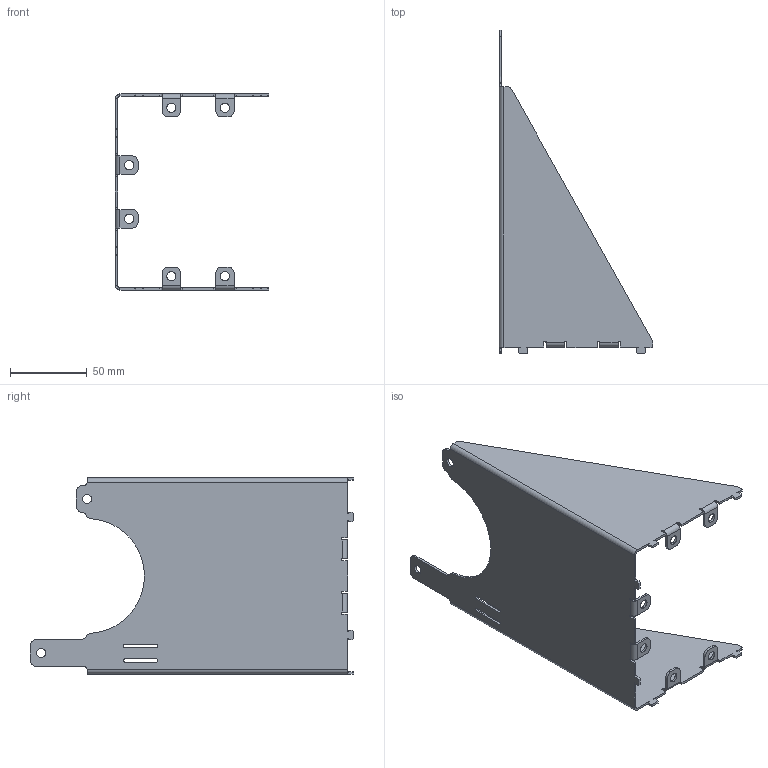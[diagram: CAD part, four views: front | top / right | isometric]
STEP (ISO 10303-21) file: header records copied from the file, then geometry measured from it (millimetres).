
FILE_DESCRIPTION(/* description */ (''),/* implementation_level */ '2;1');
FILE_NAME(/* name */ 'P0011_OB_200328.step',/* time_stamp */ '2020-03-29T16:24:12+02:00',/* author */ (''),/* organization */ (''),/* preprocessor_version */ 'ST-DEVELOPER v18',/* originating_system */ 'Autodesk Translation Framework v8.12.0.6',/* authorisation */ '');
FILE_SCHEMA (('AUTOMOTIVE_DESIGN { 1 0 10303 214 3 1 1 }'));
Length unit declared in the file: millimetre
Products named in the file (1): P0011_OB_200328
Bounding box: 100 x 211 x 128 mm (x, y, z)
Volume: 57924.1 mm3; surface area: 79465 mm2
Topology: 1 solids, 1 shells, 253 faces, 691 edges, 440 vertices
Faces by surface type: plane 136, cylinder 117
Full cylindrical faces by diameter (mm): 6 x8
Entity records: 8058 total; most frequent: DIRECTION 1435, CARTESIAN_POINT 1385, ORIENTED_EDGE 1382, EDGE_CURVE 691, AXIS2_PLACEMENT_3D 490, LINE 455, VECTOR 455, VERTEX_POINT 440
